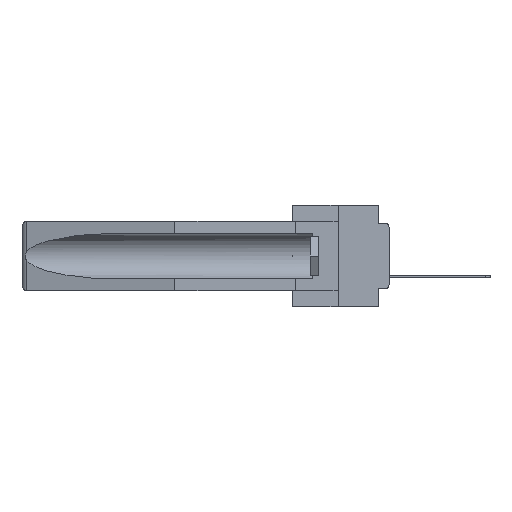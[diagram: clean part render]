
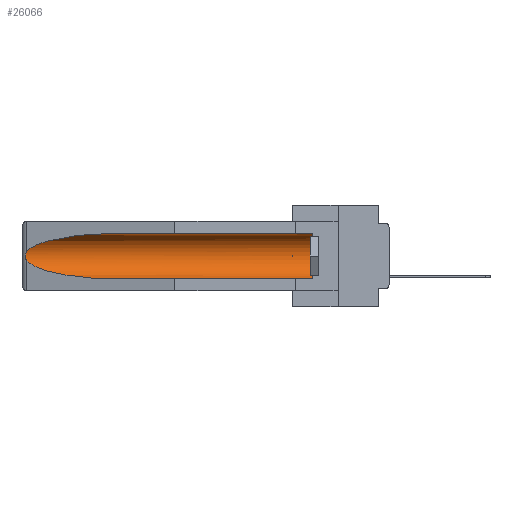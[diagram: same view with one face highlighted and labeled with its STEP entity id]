
A CAD part, left-side view. The second image highlights one B-rep face of the part: STEP entity #26066.
In plain terms, the highlighted cylindrical face has radius 2.857 mm (diameter 5.715 mm), a partial arc.
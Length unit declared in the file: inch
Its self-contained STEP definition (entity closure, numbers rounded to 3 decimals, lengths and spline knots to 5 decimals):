
#597 = CARTESIAN_POINT ( 'NONE',  ( 0.26655, 1.53094, -0.18657 ) ) ;
#1543 = DIRECTION ( 'NONE',  ( 0., 1., 0. ) ) ;
#3191 = DIRECTION ( 'NONE',  ( 0., 0., 1. ) ) ;
#3363 = CARTESIAN_POINT ( 'NONE',  ( 0.26597, 1.5296, -0.19026 ) ) ;
#4451 = CARTESIAN_POINT ( 'NONE',  ( 0.155, 1.07973, -0.284 ) ) ;
#4482 = CARTESIAN_POINT ( 'NONE',  ( 0.2673, 1.5327, -0.16383 ) ) ;
#4574 = CARTESIAN_POINT ( 'NONE',  ( 0.155, 1.07973, -0.284 ) ) ;
#5631 = EDGE_CURVE ( 'NONE', #22121, #38131, #28596, .T. ) ;
#6049 = CARTESIAN_POINT ( 'NONE',  ( 0.21114, 1.30732, -0.059 ) ) ;
#6166 = CARTESIAN_POINT ( 'NONE',  ( 0.155, 0.126, -0.1715 ) ) ;
#7076 = CARTESIAN_POINT ( 'NONE',  ( 0.155, -0.30754, -0.059 ) ) ;
#7695 = LINE ( 'NONE', #37429, #14374 ) ;
#7823 = CARTESIAN_POINT ( 'NONE',  ( 0.155, 0.126, -0.059 ) ) ;
#8963 = CARTESIAN_POINT ( 'NONE',  ( 0.155, -0.30754, -0.1715 ) ) ;
#9108 = EDGE_CURVE ( 'NONE', #38131, #33733, #34251, .T. ) ;
#11824 = VERTEX_POINT ( 'NONE', #14258 ) ;
#11841 = EDGE_CURVE ( 'NONE', #22121, #38536, #7695, .T. ) ;
#12510 = CARTESIAN_POINT ( 'NONE',  ( 0.26597, 1.52961, -0.15275 ) ) ;
#12823 = CARTESIAN_POINT ( 'NONE',  ( 0.25451, 1.48313, -0.24835 ) ) ;
#13638 = CARTESIAN_POINT ( 'NONE',  ( 0.2675, 1.53308, -0.16763 ) ) ;
#14152 = FACE_OUTER_BOUND ( 'NONE', #33178, .T. ) ;
#14258 = CARTESIAN_POINT ( 'NONE',  ( 0.26537, 1.52718, -0.14972 ) ) ;
#14374 = VECTOR ( 'NONE', #1543, 39.37008 ) ;
#15012 = CARTESIAN_POINT ( 'NONE',  ( 0.26537, 1.52718, -0.14972 ) ) ;
#15415 = CARTESIAN_POINT ( 'NONE',  ( 0.25451, 1.48313, -0.09465 ) ) ;
#17236 = ORIENTED_EDGE ( 'NONE', *, *, #38998, .T. ) ;
#18121 = DIRECTION ( 'NONE',  ( 0., 1., 0. ) ) ;
#18317 = DIRECTION ( 'NONE',  ( 0., -1., 0. ) ) ;
#19174 = ORIENTED_EDGE ( 'NONE', *, *, #5631, .T. ) ;
#19199 = DIRECTION ( 'NONE',  ( 0., 1., 0. ) ) ;
#19391 = CARTESIAN_POINT ( 'NONE',  ( 0.26537, 1.52718, -0.19328 ) ) ;
#19603 = CARTESIAN_POINT ( 'NONE',  ( 0.26537, 1.52718, -0.14972 ) ) ;
#19657 = ORIENTED_EDGE ( 'NONE', *, *, #24932, .T. ) ;
#19762 = AXIS2_PLACEMENT_3D ( 'NONE', #6166, #18317, #3191 ) ;
#19890 = VECTOR ( 'NONE', #19199, 39.37008 ) ;
#20538 = CARTESIAN_POINT ( 'NONE',  ( 0.155, 1.07973, -0.059 ) ) ;
#21641 = CARTESIAN_POINT ( 'NONE',  ( 0.26654, 1.53092, -0.15636 ) ) ;
#22121 = VERTEX_POINT ( 'NONE', #32796 ) ;
#24932 = EDGE_CURVE ( 'NONE', #29169, #38536, #34158, .T. ) ;
#25079 = ORIENTED_EDGE ( 'NONE', *, *, #38768, .T. ) ;
#26066 = ADVANCED_FACE ( 'NONE', ( #14152 ), #26242, .F. ) ;
#26217 = ORIENTED_EDGE ( 'NONE', *, *, #9108, .T. ) ;
#26242 = CYLINDRICAL_SURFACE ( 'NONE', #35325, 0.1125 ) ;
#26976 = CARTESIAN_POINT ( 'NONE',  ( 0.26537, 1.52718, -0.19328 ) ) ;
#27209 = DIRECTION ( 'NONE',  ( 0., 0., 1. ) ) ;
#27379 = CARTESIAN_POINT ( 'NONE',  ( 0.26537, 1.52718, -0.19328 ) ) ;
#28596 = CIRCLE ( 'NONE', #19762, 0.1125 ) ;
#29169 = VERTEX_POINT ( 'NONE', #26976 ) ;
#30557 = CARTESIAN_POINT ( 'NONE',  ( 0.2673, 1.53269, -0.17917 ) ) ;
#32796 = CARTESIAN_POINT ( 'NONE',  ( 0.155, 0.126, -0.284 ) ) ;
#33178 = EDGE_LOOP ( 'NONE', ( #17236, #25079, #19657, #38814, #19174, #26217 ) ) ;
#33433 = CARTESIAN_POINT ( 'NONE',  ( 0.155, 1.07973, -0.059 ) ) ;
#33733 = VERTEX_POINT ( 'NONE', #20538 ) ;
#33921 = CARTESIAN_POINT ( 'NONE',  ( 0.2675, 1.53308, -0.17534 ) ) ;
#34158 =( BOUNDED_CURVE ( )  B_SPLINE_CURVE ( 3, ( #19391, #12823, #37380, #4451 ),
 .UNSPECIFIED., .F., .F. ) 
 B_SPLINE_CURVE_WITH_KNOTS ( ( 4, 4 ),
 ( 0.1948, 1.5708 ),
 .UNSPECIFIED. ) 
 CURVE ( )  GEOMETRIC_REPRESENTATION_ITEM ( )  RATIONAL_B_SPLINE_CURVE ( ( 1., 0.848, 0.848, 1. ) ) 
 REPRESENTATION_ITEM ( '' )  );
#34251 = LINE ( 'NONE', #7076, #19890 ) ;
#35325 = AXIS2_PLACEMENT_3D ( 'NONE', #8963, #18121, #27209 ) ;
#37380 = CARTESIAN_POINT ( 'NONE',  ( 0.21114, 1.30732, -0.284 ) ) ;
#37429 = CARTESIAN_POINT ( 'NONE',  ( 0.155, -0.30754, -0.284 ) ) ;
#37688 = B_SPLINE_CURVE_WITH_KNOTS ( 'NONE', 3,
 ( #19603, #12510, #21641, #4482, #13638, #33921, #30557, #597, #3363, #27379 ),
 .UNSPECIFIED., .F., .F.,
 ( 4, 2, 2, 2, 4 ),
 ( 0., 0.00029, 0.00058, 0.00087, 0.00117 ),
 .UNSPECIFIED. ) ;
#37953 =( BOUNDED_CURVE ( )  B_SPLINE_CURVE ( 3, ( #33433, #6049, #15415, #15012 ),
 .UNSPECIFIED., .F., .T. ) 
 B_SPLINE_CURVE_WITH_KNOTS ( ( 4, 4 ),
 ( 4.71239, 6.08839 ),
 .UNSPECIFIED. ) 
 CURVE ( )  GEOMETRIC_REPRESENTATION_ITEM ( )  RATIONAL_B_SPLINE_CURVE ( ( 1., 0.848, 0.848, 1. ) ) 
 REPRESENTATION_ITEM ( '' )  );
#38131 = VERTEX_POINT ( 'NONE', #7823 ) ;
#38536 = VERTEX_POINT ( 'NONE', #4574 ) ;
#38768 = EDGE_CURVE ( 'NONE', #11824, #29169, #37688, .T. ) ;
#38814 = ORIENTED_EDGE ( 'NONE', *, *, #11841, .F. ) ;
#38998 = EDGE_CURVE ( 'NONE', #33733, #11824, #37953, .T. ) ;
